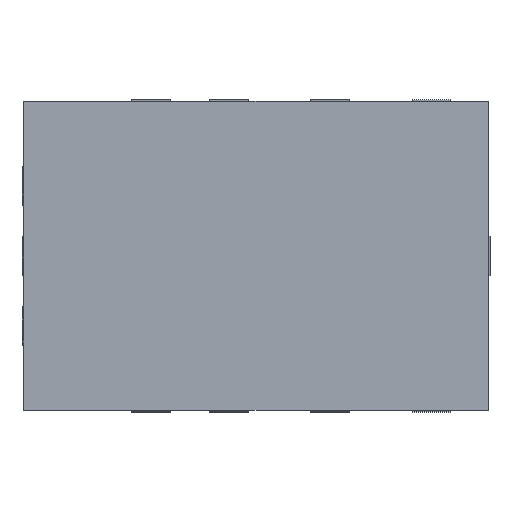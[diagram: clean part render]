
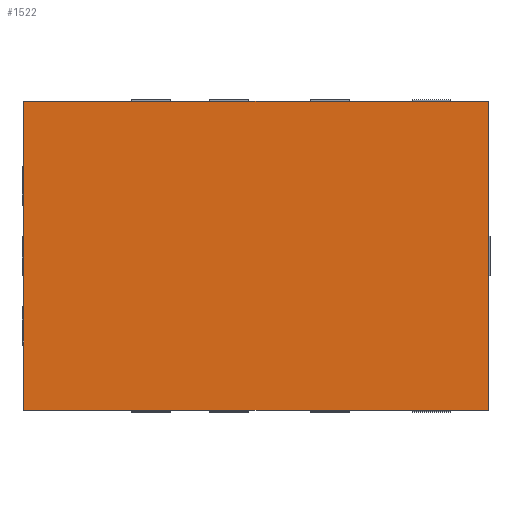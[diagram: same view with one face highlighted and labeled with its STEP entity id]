
A CAD part, top view. The second image highlights one B-rep face of the part: STEP entity #1522.
In plain terms, the highlighted planar face has unit normal (0, 0, 1).
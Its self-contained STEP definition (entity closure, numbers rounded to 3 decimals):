
#104=FACE_OUTER_BOUND('',#202,.T.);
#202=EDGE_LOOP('',(#1027,#1028,#1029,#1030));
#300=LINE('',#2247,#476);
#303=LINE('',#2252,#479);
#304=LINE('',#2255,#480);
#306=LINE('',#2258,#482);
#476=VECTOR('',#1790,10.);
#479=VECTOR('',#1795,10.);
#480=VECTOR('',#1798,10.);
#482=VECTOR('',#1802,10.);
#651=VERTEX_POINT('',#2244);
#652=VERTEX_POINT('',#2246);
#653=VERTEX_POINT('',#2250);
#654=VERTEX_POINT('',#2254);
#796=EDGE_CURVE('',#652,#651,#300,.F.);
#799=EDGE_CURVE('',#651,#653,#303,.F.);
#800=EDGE_CURVE('',#654,#652,#304,.F.);
#802=EDGE_CURVE('',#653,#654,#306,.F.);
#1027=ORIENTED_EDGE('',*,*,#799,.T.);
#1028=ORIENTED_EDGE('',*,*,#802,.T.);
#1029=ORIENTED_EDGE('',*,*,#800,.T.);
#1030=ORIENTED_EDGE('',*,*,#796,.T.);
#1444=PLANE('',#1646);
#1522=ADVANCED_FACE('',(#104),#1444,.T.);
#1646=AXIS2_PLACEMENT_3D('',#2259,#1803,#1804);
#1790=DIRECTION('',(-1.,0.,0.));
#1795=DIRECTION('',(0.,-1.,0.));
#1798=DIRECTION('',(0.,1.,0.));
#1802=DIRECTION('',(1.,0.,0.));
#1803=DIRECTION('center_axis',(0.,0.,1.));
#1804=DIRECTION('ref_axis',(1.,0.,0.));
#2244=CARTESIAN_POINT('',(1.49,-0.99,1.));
#2246=CARTESIAN_POINT('',(-1.49,-0.99,1.));
#2247=CARTESIAN_POINT('',(-0.75,-0.99,1.));
#2250=CARTESIAN_POINT('',(1.49,0.99,1.));
#2252=CARTESIAN_POINT('',(1.49,-0.5,1.));
#2254=CARTESIAN_POINT('',(-1.49,0.99,1.));
#2255=CARTESIAN_POINT('',(-1.49,0.5,1.));
#2258=CARTESIAN_POINT('',(0.75,0.99,1.));
#2259=CARTESIAN_POINT('Origin',(0.,0.,1.));
